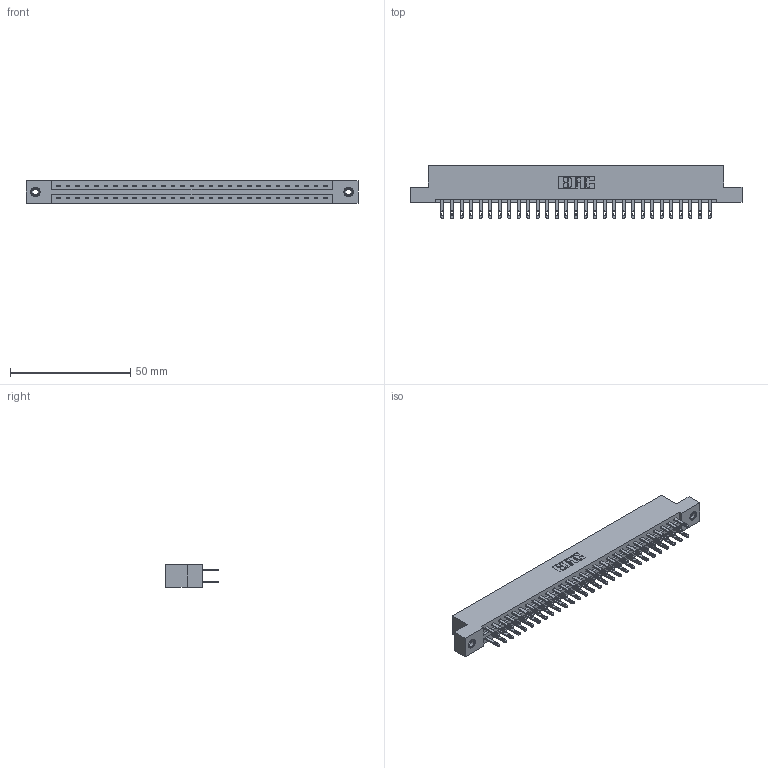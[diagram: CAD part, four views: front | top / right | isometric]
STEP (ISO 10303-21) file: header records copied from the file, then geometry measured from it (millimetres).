
FILE_DESCRIPTION (( 'STEP AP203' ), '1' );
FILE_NAME ('337-058-500-208.STEP', '2019-10-09T19:26:19', ( '' ), ( '' ), 'SwSTEP 2.0', 'SolidWorks 2016', '' );
FILE_SCHEMA (( 'CONFIG_CONTROL_DESIGN' ));
Length unit declared in the file: inch
Products named in the file (4): 345-250-001_345-250-003-102; 345-292-001_345-293-100; 337-058-500-208; 337 Part_Flush Mounting Lugs - 0.156 Dia-TI
Assembly tree (61 placements, depth 2):
  337-058-500-208
    337 Part_Flush Mounting Lugs - 0.156 Dia-TI
    345-292-001_345-293-100  x58
    345-250-001_345-250-003-102  x2
Bounding box: 137.92 x 21.85 x 9.4 mm (x, y, z)
Volume: 14533 mm3; surface area: 16970.8 mm2
Topology: 61 solids, 61 shells, 3074 faces, 9321 edges, 6206 vertices
Faces by surface type: plane 1958, cylinder 1100, cone 12, torus 4
Entity records: 25282 total; most frequent: CARTESIAN_POINT 4249, ORIENTED_EDGE 4178, DIRECTION 3671, EDGE_CURVE 2089, LINE 1937, VECTOR 1937, VERTEX_POINT 1388, AXIS2_PLACEMENT_3D 867
